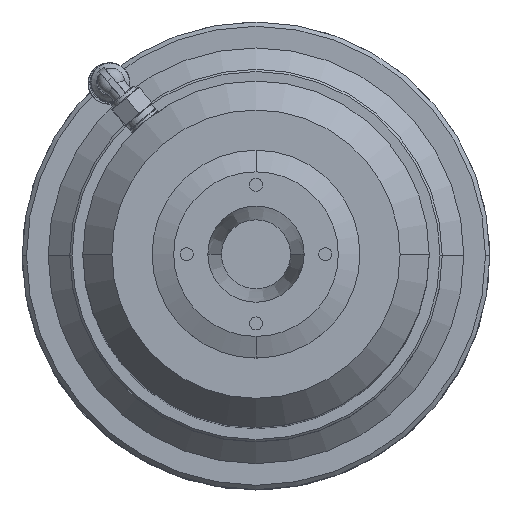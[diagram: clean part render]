
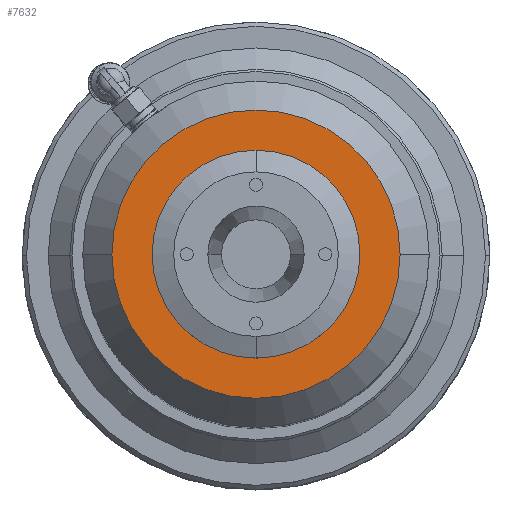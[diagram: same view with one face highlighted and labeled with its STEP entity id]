
A CAD part, top view. The second image highlights one B-rep face of the part: STEP entity #7632.
In plain terms, the highlighted face is planar.
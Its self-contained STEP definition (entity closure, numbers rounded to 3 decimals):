
#717 = CARTESIAN_POINT ( 'NONE',  ( 5., 0., 0. ) ) ;
#1417 = CARTESIAN_POINT ( 'NONE',  ( 5., 0., -33.287 ) ) ;
#1517 = FACE_OUTER_BOUND ( 'NONE', #7300, .T. ) ;
#1578 = ORIENTED_EDGE ( 'NONE', *, *, #3691, .F. ) ;
#2008 = CARTESIAN_POINT ( 'NONE',  ( 5., 0., -19.85 ) ) ;
#2045 = AXIS2_PLACEMENT_3D ( 'NONE', #6659, #2608, #3345 ) ;
#2119 = VERTEX_POINT ( 'NONE', #1417 ) ;
#2237 = CARTESIAN_POINT ( 'NONE',  ( 5., 0., 0. ) ) ;
#2326 = VERTEX_POINT ( 'NONE', #2008 ) ;
#2491 = EDGE_CURVE ( 'NONE', #2119, #9495, #6038, .T. ) ;
#2608 = DIRECTION ( 'NONE',  ( -1., 0., 0. ) ) ;
#3252 = CARTESIAN_POINT ( 'NONE',  ( 5., 0., 0. ) ) ;
#3345 = DIRECTION ( 'NONE',  ( 0., 0., 1. ) ) ;
#3691 = EDGE_CURVE ( 'NONE', #9495, #2119, #7245, .T. ) ;
#3854 = CIRCLE ( 'NONE', #4875, 19.85 ) ;
#3922 = DIRECTION ( 'NONE',  ( 0., 0., -1. ) ) ;
#4101 = DIRECTION ( 'NONE',  ( 0., 0., -1. ) ) ;
#4275 = ORIENTED_EDGE ( 'NONE', *, *, #2491, .F. ) ;
#4375 = EDGE_CURVE ( 'NONE', #4987, #2326, #3854, .T. ) ;
#4525 = EDGE_LOOP ( 'NONE', ( #9643, #6347 ) ) ;
#4875 = AXIS2_PLACEMENT_3D ( 'NONE', #3252, #5040, #4101 ) ;
#4987 = VERTEX_POINT ( 'NONE', #6685 ) ;
#5040 = DIRECTION ( 'NONE',  ( 1., 0., 0. ) ) ;
#5522 = DIRECTION ( 'NONE',  ( 1., 0., 0. ) ) ;
#5557 = EDGE_CURVE ( 'NONE', #2326, #4987, #10313, .T. ) ;
#5890 = AXIS2_PLACEMENT_3D ( 'NONE', #2237, #6321, #7097 ) ;
#6038 = CIRCLE ( 'NONE', #6970, 33.287 ) ;
#6321 = DIRECTION ( 'NONE',  ( 1., 0., 0. ) ) ;
#6347 = ORIENTED_EDGE ( 'NONE', *, *, #4375, .T. ) ;
#6383 = CARTESIAN_POINT ( 'NONE',  ( 5., 0., 0. ) ) ;
#6659 = CARTESIAN_POINT ( 'NONE',  ( 5., 19.85, 0. ) ) ;
#6685 = CARTESIAN_POINT ( 'NONE',  ( 5., 0., 19.85 ) ) ;
#6690 = PLANE ( 'NONE',  #2045 ) ;
#6970 = AXIS2_PLACEMENT_3D ( 'NONE', #717, #5522, #9467 ) ;
#7097 = DIRECTION ( 'NONE',  ( 0., 0., -1. ) ) ;
#7245 = CIRCLE ( 'NONE', #8804, 33.287 ) ;
#7300 = EDGE_LOOP ( 'NONE', ( #4275, #1578 ) ) ;
#7601 = FACE_BOUND ( 'NONE', #4525, .T. ) ;
#7632 = ADVANCED_FACE ( 'NONE', ( #1517, #7601 ), #6690, .T. ) ;
#7946 = DIRECTION ( 'NONE',  ( 1., 0., 0. ) ) ;
#8804 = AXIS2_PLACEMENT_3D ( 'NONE', #6383, #7946, #3922 ) ;
#9467 = DIRECTION ( 'NONE',  ( 0., 0., -1. ) ) ;
#9495 = VERTEX_POINT ( 'NONE', #9830 ) ;
#9643 = ORIENTED_EDGE ( 'NONE', *, *, #5557, .T. ) ;
#9830 = CARTESIAN_POINT ( 'NONE',  ( 5., 0., 33.287 ) ) ;
#10313 = CIRCLE ( 'NONE', #5890, 19.85 ) ;
